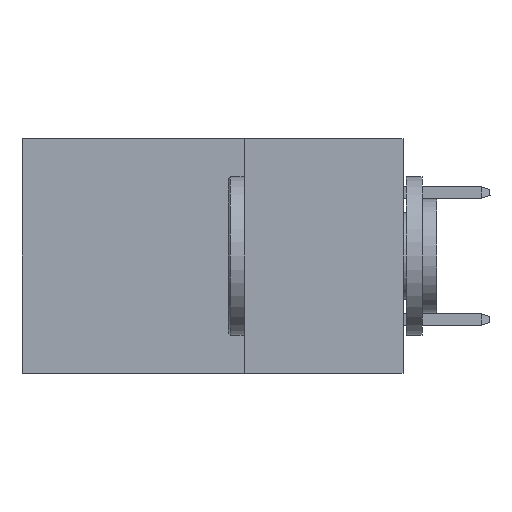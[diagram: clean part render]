
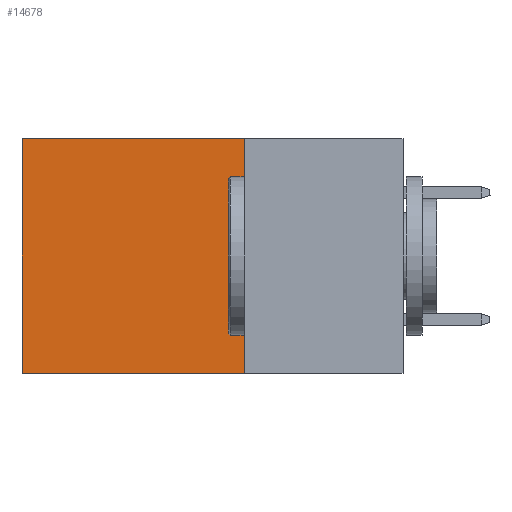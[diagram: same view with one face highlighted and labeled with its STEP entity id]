
A CAD part, left-side view. The second image highlights one B-rep face of the part: STEP entity #14678.
In plain terms, the highlighted planar face has unit normal (-1, 0, 0).
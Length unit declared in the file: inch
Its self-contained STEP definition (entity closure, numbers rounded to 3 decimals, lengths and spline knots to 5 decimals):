
#100 = CARTESIAN_POINT ( 'NONE',  ( 0.2875, 0.25, 0. ) ) ;
#553 = ORIENTED_EDGE ( 'NONE', *, *, #18602, .F. ) ;
#1796 = CARTESIAN_POINT ( 'NONE',  ( 0.2875, 0.6, 0. ) ) ;
#1855 = ORIENTED_EDGE ( 'NONE', *, *, #4528, .F. ) ;
#1859 = DIRECTION ( 'NONE',  ( 0., 1., 0. ) ) ;
#2908 = CARTESIAN_POINT ( 'NONE',  ( 0.2875, 0.25, -0.37 ) ) ;
#4311 = AXIS2_PLACEMENT_3D ( 'NONE', #30431, #23041, #8263 ) ;
#4528 = EDGE_CURVE ( 'NONE', #8290, #10071, #19093, .T. ) ;
#5245 = EDGE_CURVE ( 'NONE', #29634, #8119, #5710, .T. ) ;
#5709 = ORIENTED_EDGE ( 'NONE', *, *, #5245, .T. ) ;
#5710 = LINE ( 'NONE', #19838, #15821 ) ;
#7299 = CARTESIAN_POINT ( 'NONE',  ( 0.2875, 0.25, 0. ) ) ;
#8119 = VERTEX_POINT ( 'NONE', #23555 ) ;
#8263 = DIRECTION ( 'NONE',  ( 0., 0., -1. ) ) ;
#8290 = VERTEX_POINT ( 'NONE', #7299 ) ;
#10071 = VERTEX_POINT ( 'NONE', #2908 ) ;
#10808 = PLANE ( 'NONE',  #4311 ) ;
#13190 = FACE_OUTER_BOUND ( 'NONE', #18584, .T. ) ;
#13445 = LINE ( 'NONE', #15569, #28382 ) ;
#13916 = EDGE_CURVE ( 'NONE', #8290, #29634, #13445, .T. ) ;
#14678 = ADVANCED_FACE ( 'NONE', ( #13190 ), #10808, .F. ) ;
#15326 = VECTOR ( 'NONE', #21674, 39.37008 ) ;
#15530 = ORIENTED_EDGE ( 'NONE', *, *, #13916, .T. ) ;
#15569 = CARTESIAN_POINT ( 'NONE',  ( 0.2875, 0.25, 0. ) ) ;
#15728 = DIRECTION ( 'NONE',  ( 0., 1., 0. ) ) ;
#15821 = VECTOR ( 'NONE', #24486, 39.37008 ) ;
#18584 = EDGE_LOOP ( 'NONE', ( #5709, #553, #1855, #15530 ) ) ;
#18602 = EDGE_CURVE ( 'NONE', #10071, #8119, #28284, .T. ) ;
#19093 = LINE ( 'NONE', #100, #15326 ) ;
#19838 = CARTESIAN_POINT ( 'NONE',  ( 0.2875, 0.6, 0. ) ) ;
#21674 = DIRECTION ( 'NONE',  ( 0., 0., -1. ) ) ;
#23041 = DIRECTION ( 'NONE',  ( 1., 0., 0. ) ) ;
#23555 = CARTESIAN_POINT ( 'NONE',  ( 0.2875, 0.6, -0.37 ) ) ;
#24486 = DIRECTION ( 'NONE',  ( 0., 0., -1. ) ) ;
#28284 = LINE ( 'NONE', #31579, #28892 ) ;
#28382 = VECTOR ( 'NONE', #15728, 39.37008 ) ;
#28892 = VECTOR ( 'NONE', #1859, 39.37008 ) ;
#29634 = VERTEX_POINT ( 'NONE', #1796 ) ;
#30431 = CARTESIAN_POINT ( 'NONE',  ( 0.2875, 0.25, 0. ) ) ;
#31579 = CARTESIAN_POINT ( 'NONE',  ( 0.2875, 0.25, -0.37 ) ) ;
